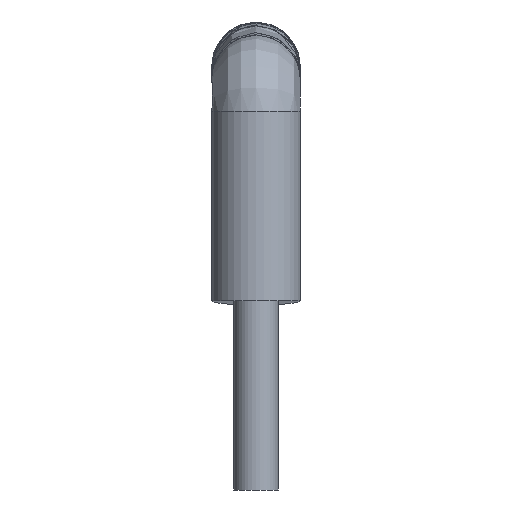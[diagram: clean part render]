
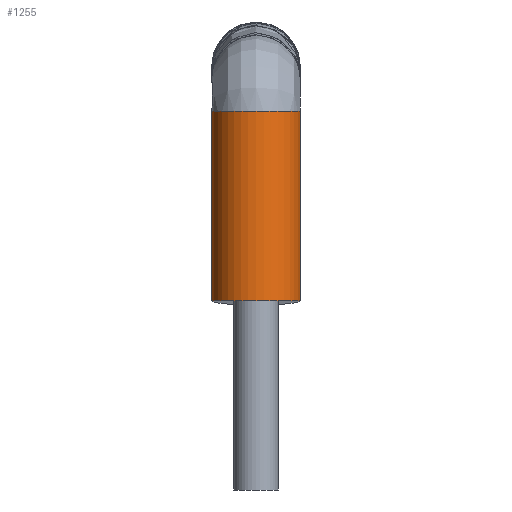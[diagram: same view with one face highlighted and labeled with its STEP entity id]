
A CAD part, left-side view. The second image highlights one B-rep face of the part: STEP entity #1255.
In plain terms, the highlighted cylindrical face has radius 0.7 mm (diameter 1.4 mm), a full revolution.
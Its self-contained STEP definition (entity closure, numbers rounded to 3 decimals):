
#1230 = VERTEX_POINT('',#1231);
#1231 = CARTESIAN_POINT('',(0.7,0.,-0.5));
#1238 = EDGE_CURVE('',#1230,#1230,#1239,.T.);
#1239 = CIRCLE('',#1240,0.7);
#1240 = AXIS2_PLACEMENT_3D('',#1241,#1242,#1243);
#1241 = CARTESIAN_POINT('',(0.,0.,-0.5));
#1242 = DIRECTION('',(0.,0.,1.));
#1243 = DIRECTION('',(1.,0.,0.));
#1255 = ADVANCED_FACE('',(#1256),#1275,.T.);
#1256 = FACE_BOUND('',#1257,.T.);
#1257 = EDGE_LOOP('',(#1258,#1266,#1273,#1274));
#1258 = ORIENTED_EDGE('',*,*,#1259,.T.);
#1259 = EDGE_CURVE('',#1230,#1260,#1262,.T.);
#1260 = VERTEX_POINT('',#1261);
#1261 = CARTESIAN_POINT('',(0.7,0.,-3.5));
#1262 = LINE('',#1263,#1264);
#1263 = CARTESIAN_POINT('',(0.7,0.,-0.5));
#1264 = VECTOR('',#1265,1.);
#1265 = DIRECTION('',(0.,0.,-1.));
#1266 = ORIENTED_EDGE('',*,*,#1267,.T.);
#1267 = EDGE_CURVE('',#1260,#1260,#1268,.T.);
#1268 = CIRCLE('',#1269,0.7);
#1269 = AXIS2_PLACEMENT_3D('',#1270,#1271,#1272);
#1270 = CARTESIAN_POINT('',(0.,0.,-3.5));
#1271 = DIRECTION('',(0.,0.,1.));
#1272 = DIRECTION('',(1.,0.,0.));
#1273 = ORIENTED_EDGE('',*,*,#1259,.F.);
#1274 = ORIENTED_EDGE('',*,*,#1238,.F.);
#1275 = CYLINDRICAL_SURFACE('',#1276,0.7);
#1276 = AXIS2_PLACEMENT_3D('',#1277,#1278,#1279);
#1277 = CARTESIAN_POINT('',(0.,0.,-0.5));
#1278 = DIRECTION('',(0.,0.,-1.));
#1279 = DIRECTION('',(1.,0.,0.));
